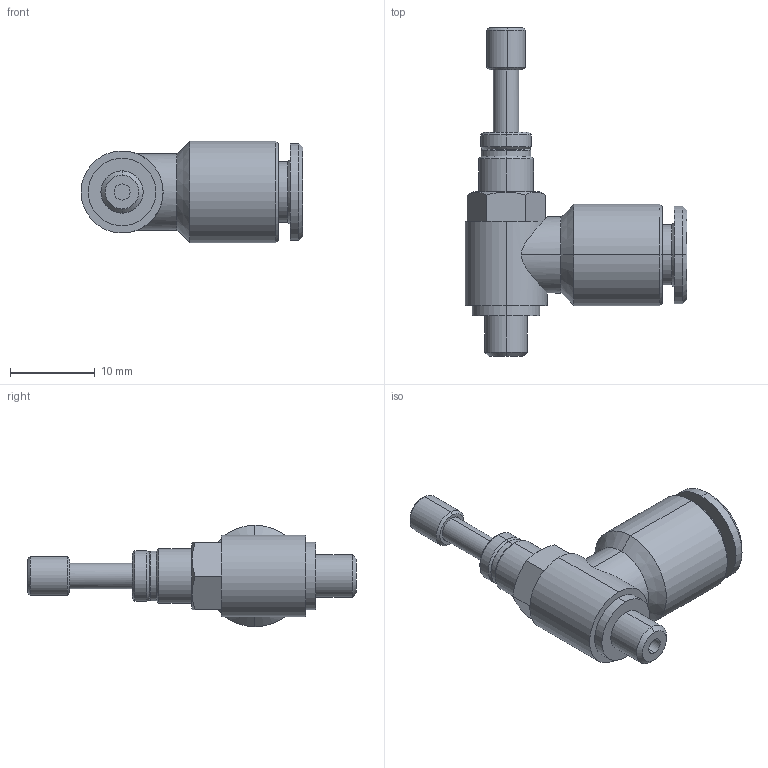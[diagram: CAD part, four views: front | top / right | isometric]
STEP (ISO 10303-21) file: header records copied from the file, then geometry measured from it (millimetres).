
FILE_DESCRIPTION (( 'STEP AP203' ), '1' );
FILE_NAME ('04270C30.STEP', '2010-05-07T08:21:48', ( '' ), ( 'sopra-pneumatic' ), 'SwSTEP 2.0', 'SolidWorks 2009', '' );
FILE_SCHEMA (( 'CONFIG_CONTROL_DESIGN' ));
Length unit declared in the file: millimetre
Products named in the file (1): 04270C30
Bounding box: 26.25 x 38.9 x 12 mm (x, y, z)
Volume: 2590 mm3; surface area: 2106.3 mm2
Topology: 1 solids, 3 shells, 88 faces, 183 edges, 112 vertices
Faces by surface type: cylinder 34, cone 28, plane 26
Entity records: 2534 total; most frequent: CARTESIAN_POINT 539, DIRECTION 435, ORIENTED_EDGE 366, EDGE_CURVE 183, AXIS2_PLACEMENT_3D 178, VERTEX_POINT 112, EDGE_LOOP 99, CIRCLE 89
